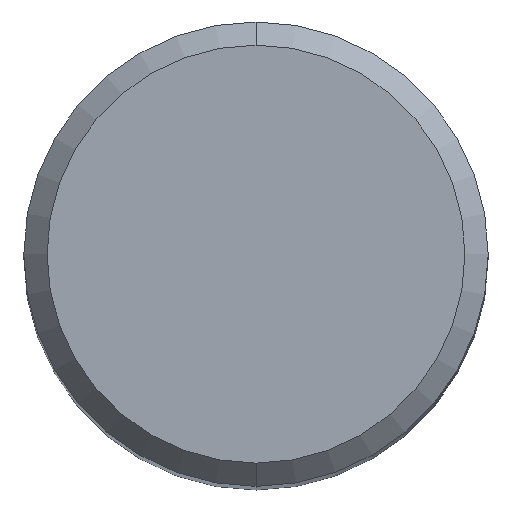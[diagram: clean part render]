
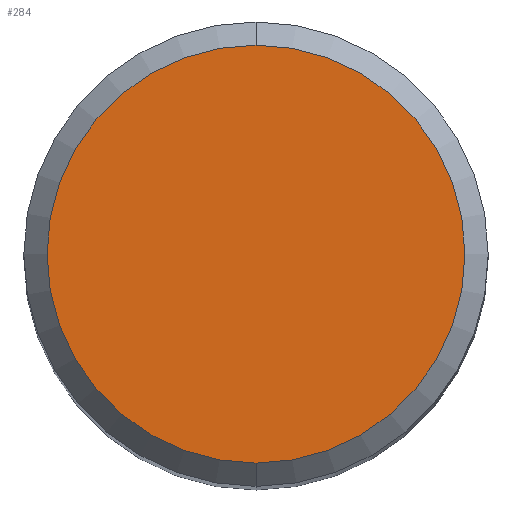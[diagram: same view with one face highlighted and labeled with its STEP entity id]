
A CAD part, top view. The second image highlights one B-rep face of the part: STEP entity #284.
In plain terms, the highlighted planar face has unit normal (0, 0, 1).
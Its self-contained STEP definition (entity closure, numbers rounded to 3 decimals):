
#250=EDGE_CURVE('',#398,#296,#562,.T.);
#284=ADVANCED_FACE('',(#601),#602,.T.);
#296=VERTEX_POINT('',#616);
#398=VERTEX_POINT('',#726);
#416=EDGE_CURVE('',#296,#398,#745,.T.);
#562=CIRCLE('',#973,5.4);
#601=FACE_OUTER_BOUND('',#1075,.T.);
#602=PLANE('',#1076);
#616=CARTESIAN_POINT('',(0.,-5.4,0.0));
#726=CARTESIAN_POINT('',(0.0,5.4,0.0));
#745=CIRCLE('',#1423,5.4);
#973=AXIS2_PLACEMENT_3D('',#1595,#1596,#1597);
#1075=EDGE_LOOP('',(#1640,#1641));
#1076=AXIS2_PLACEMENT_3D('',#1642,#1643,#1644);
#1423=AXIS2_PLACEMENT_3D('',#1791,#1792,#1793);
#1595=CARTESIAN_POINT('',(0.0,0.0,0.0));
#1596=DIRECTION('',(0.0,0.0,-1.0));
#1597=DIRECTION('',(0.0,1.0,0.0));
#1640=ORIENTED_EDGE('',*,*,#250,.F.);
#1641=ORIENTED_EDGE('',*,*,#416,.F.);
#1642=CARTESIAN_POINT('',(0.0,2.7,0.0));
#1643=DIRECTION('',(-0.0,0.0,1.0));
#1644=DIRECTION('',(0.0,-1.0,0.0));
#1791=CARTESIAN_POINT('',(0.0,0.0,0.0));
#1792=DIRECTION('',(0.0,0.0,-1.0));
#1793=DIRECTION('',(0.0,1.0,0.0));
